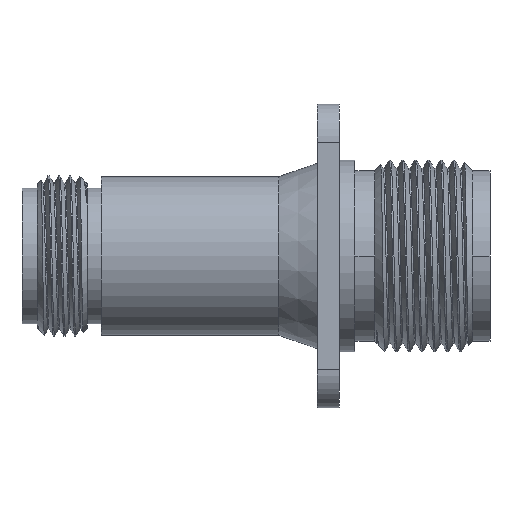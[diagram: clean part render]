
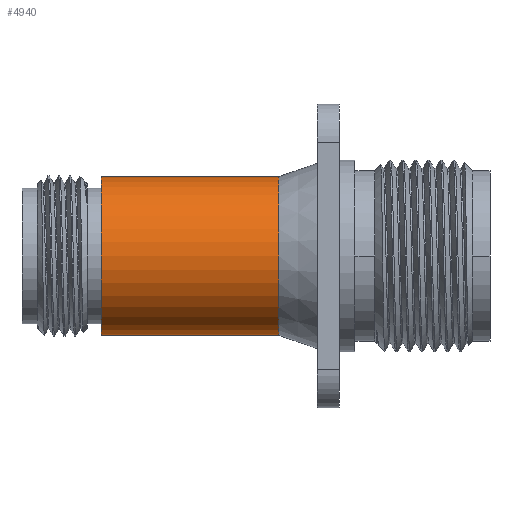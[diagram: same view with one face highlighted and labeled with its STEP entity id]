
A CAD part, front view. The second image highlights one B-rep face of the part: STEP entity #4940.
In plain terms, the highlighted cylindrical face has radius 7.862 mm (diameter 15.723 mm), a partial arc.
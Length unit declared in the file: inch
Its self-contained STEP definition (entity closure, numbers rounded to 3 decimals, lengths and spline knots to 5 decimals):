
#708 = EDGE_CURVE ( 'NONE', #2258, #1916, #1835, .T. ) ;
#805 = ORIENTED_EDGE ( 'NONE', *, *, #1514, .F. ) ;
#984 = DIRECTION ( 'NONE',  ( -1., 0., 0. ) ) ;
#1034 = CARTESIAN_POINT ( 'NONE',  ( 0.3091, 0., 0.30951 ) ) ;
#1313 = FACE_OUTER_BOUND ( 'NONE', #2572, .T. ) ;
#1420 = AXIS2_PLACEMENT_3D ( 'NONE', #1949, #4232, #7092 ) ;
#1514 = EDGE_CURVE ( 'NONE', #2258, #7205, #2607, .T. ) ;
#1543 = CARTESIAN_POINT ( 'NONE',  ( 1.00279, 0., 0.30951 ) ) ;
#1619 = VERTEX_POINT ( 'NONE', #1034 ) ;
#1835 = CIRCLE ( 'NONE', #1420, 0.30951 ) ;
#1858 = VECTOR ( 'NONE', #5855, 39.37008 ) ;
#1916 = VERTEX_POINT ( 'NONE', #1543 ) ;
#1949 = CARTESIAN_POINT ( 'NONE',  ( 1.00279, 0., 0. ) ) ;
#2258 = VERTEX_POINT ( 'NONE', #4294 ) ;
#2572 = EDGE_LOOP ( 'NONE', ( #805, #5922, #3221, #6009 ) ) ;
#2607 = LINE ( 'NONE', #5859, #5620 ) ;
#2635 = DIRECTION ( 'NONE',  ( -1., 0., 0. ) ) ;
#2782 = CIRCLE ( 'NONE', #6518, 0.30951 ) ;
#2907 = DIRECTION ( 'NONE',  ( -1., 0., 0. ) ) ;
#3146 = EDGE_CURVE ( 'NONE', #7205, #1619, #2782, .T. ) ;
#3175 = CARTESIAN_POINT ( 'NONE',  ( 0., 0., 0.30951 ) ) ;
#3221 = ORIENTED_EDGE ( 'NONE', *, *, #4972, .T. ) ;
#3428 = CARTESIAN_POINT ( 'NONE',  ( 0.3091, 0., 0. ) ) ;
#3697 = CARTESIAN_POINT ( 'NONE',  ( 0., 0., 0. ) ) ;
#4232 = DIRECTION ( 'NONE',  ( -1., 0., 0. ) ) ;
#4280 = LINE ( 'NONE', #3175, #1858 ) ;
#4294 = CARTESIAN_POINT ( 'NONE',  ( 1.00279, 0., -0.30951 ) ) ;
#4940 = ADVANCED_FACE ( 'NONE', ( #1313 ), #5727, .T. ) ;
#4970 = CARTESIAN_POINT ( 'NONE',  ( 0.3091, 0., -0.30951 ) ) ;
#4972 = EDGE_CURVE ( 'NONE', #1916, #1619, #4280, .T. ) ;
#5408 = DIRECTION ( 'NONE',  ( 0., 0., 1. ) ) ;
#5620 = VECTOR ( 'NONE', #2635, 39.37008 ) ;
#5727 = CYLINDRICAL_SURFACE ( 'NONE', #7044, 0.30951 ) ;
#5855 = DIRECTION ( 'NONE',  ( -1., 0., 0. ) ) ;
#5859 = CARTESIAN_POINT ( 'NONE',  ( 0., 0., -0.30951 ) ) ;
#5922 = ORIENTED_EDGE ( 'NONE', *, *, #708, .T. ) ;
#6009 = ORIENTED_EDGE ( 'NONE', *, *, #3146, .F. ) ;
#6518 = AXIS2_PLACEMENT_3D ( 'NONE', #3428, #2907, #6808 ) ;
#6808 = DIRECTION ( 'NONE',  ( 0., 0., 1. ) ) ;
#7044 = AXIS2_PLACEMENT_3D ( 'NONE', #3697, #984, #5408 ) ;
#7092 = DIRECTION ( 'NONE',  ( 0., 0., 1. ) ) ;
#7205 = VERTEX_POINT ( 'NONE', #4970 ) ;
